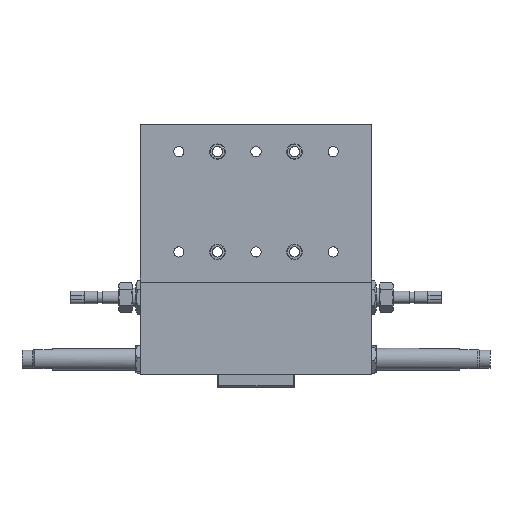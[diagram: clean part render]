
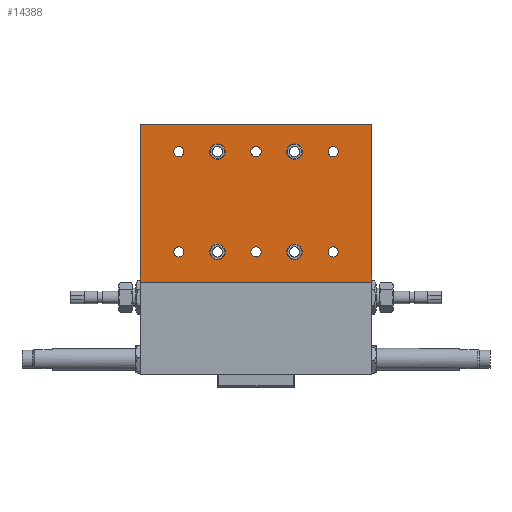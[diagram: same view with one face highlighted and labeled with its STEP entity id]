
A CAD part, top view. The second image highlights one B-rep face of the part: STEP entity #14388.
In plain terms, the highlighted planar face has unit normal (0, 0, 1).
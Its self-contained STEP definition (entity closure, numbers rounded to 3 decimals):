
#14239=CARTESIAN_POINT('',(75.,81.,10.0));
#14240=DIRECTION('',(0.0,0.0,1.0));
#14241=DIRECTION('',(1.0,0.0,0.0));
#14242=AXIS2_PLACEMENT_3D('',#14239,#14240,#14241);
#14243=PLANE('',#14242);
#14244=CARTESIAN_POINT('',(0.,60.0,10.0));
#14245=VERTEX_POINT('',#14244);
#14246=CARTESIAN_POINT('',(150.0,60.,10.0));
#14247=VERTEX_POINT('',#14246);
#14248=CARTESIAN_POINT('',(0.0,60.0,10.0));
#14249=DIRECTION('',(1.0,0.0,0.0));
#14250=VECTOR('',#14249,150.0);
#14251=LINE('',#14248,#14250);
#14252=EDGE_CURVE('',#14245,#14247,#14251,.T.);
#14253=ORIENTED_EDGE('',*,*,#14252,.T.);
#14254=CARTESIAN_POINT('',(150.0,162.0,10.0));
#14255=VERTEX_POINT('',#14254);
#14256=CARTESIAN_POINT('',(150.0,162.0,10.0));
#14257=DIRECTION('',(0.0,-1.0,0.0));
#14258=VECTOR('',#14257,102.);
#14259=LINE('',#14256,#14258);
#14260=EDGE_CURVE('',#14255,#14247,#14259,.T.);
#14261=ORIENTED_EDGE('',*,*,#14260,.F.);
#14262=CARTESIAN_POINT('',(0.,162.0,10.0));
#14263=VERTEX_POINT('',#14262);
#14264=CARTESIAN_POINT('',(0.,162.0,10.0));
#14265=DIRECTION('',(1.0,0.0,0.0));
#14266=VECTOR('',#14265,150.);
#14267=LINE('',#14264,#14266);
#14268=EDGE_CURVE('',#14263,#14255,#14267,.T.);
#14269=ORIENTED_EDGE('',*,*,#14268,.F.);
#14270=CARTESIAN_POINT('',(0.,60.0,10.0));
#14271=DIRECTION('',(0.0,1.0,0.0));
#14272=VECTOR('',#14271,102.0);
#14273=LINE('',#14270,#14272);
#14274=EDGE_CURVE('',#14245,#14263,#14273,.T.);
#14275=ORIENTED_EDGE('',*,*,#14274,.F.);
#14276=EDGE_LOOP('',(#14253,#14261,#14269,#14275));
#14277=FACE_OUTER_BOUND('',#14276,.T.);
#14278=CARTESIAN_POINT('',(105.0,79.5,10.0));
#14279=VERTEX_POINT('',#14278);
#14280=CARTESIAN_POINT('',(100.0,79.5,10.0));
#14281=DIRECTION('',(0.0,0.0,-1.0));
#14282=DIRECTION('',(1.0,0.0,0.0));
#14283=AXIS2_PLACEMENT_3D('',#14280,#14281,#14282);
#14284=CIRCLE('',#14283,5.0);
#14285=EDGE_CURVE('',#14279,#14279,#14284,.T.);
#14286=ORIENTED_EDGE('',*,*,#14285,.T.);
#14287=EDGE_LOOP('',(#14286));
#14288=FACE_BOUND('',#14287,.T.);
#14289=CARTESIAN_POINT('',(55.,79.5,10.0));
#14290=VERTEX_POINT('',#14289);
#14291=CARTESIAN_POINT('',(50.,79.5,10.0));
#14292=DIRECTION('',(0.0,0.0,-1.0));
#14293=DIRECTION('',(1.0,0.0,0.0));
#14294=AXIS2_PLACEMENT_3D('',#14291,#14292,#14293);
#14295=CIRCLE('',#14294,5.0);
#14296=EDGE_CURVE('',#14290,#14290,#14295,.T.);
#14297=ORIENTED_EDGE('',*,*,#14296,.T.);
#14298=EDGE_LOOP('',(#14297));
#14299=FACE_BOUND('',#14298,.T.);
#14300=CARTESIAN_POINT('',(105.0,144.5,10.0));
#14301=VERTEX_POINT('',#14300);
#14302=CARTESIAN_POINT('',(100.0,144.5,10.0));
#14303=DIRECTION('',(0.0,0.0,-1.0));
#14304=DIRECTION('',(1.0,0.0,0.0));
#14305=AXIS2_PLACEMENT_3D('',#14302,#14303,#14304);
#14306=CIRCLE('',#14305,5.0);
#14307=EDGE_CURVE('',#14301,#14301,#14306,.T.);
#14308=ORIENTED_EDGE('',*,*,#14307,.T.);
#14309=EDGE_LOOP('',(#14308));
#14310=FACE_BOUND('',#14309,.T.);
#14311=CARTESIAN_POINT('',(55.,144.5,10.0));
#14312=VERTEX_POINT('',#14311);
#14313=CARTESIAN_POINT('',(50.,144.5,10.0));
#14314=DIRECTION('',(0.0,0.0,-1.0));
#14315=DIRECTION('',(1.0,0.0,0.0));
#14316=AXIS2_PLACEMENT_3D('',#14313,#14314,#14315);
#14317=CIRCLE('',#14316,5.0);
#14318=EDGE_CURVE('',#14312,#14312,#14317,.T.);
#14319=ORIENTED_EDGE('',*,*,#14318,.T.);
#14320=EDGE_LOOP('',(#14319));
#14321=FACE_BOUND('',#14320,.T.);
#14322=CARTESIAN_POINT('',(28.3,79.5,10.0));
#14323=VERTEX_POINT('',#14322);
#14324=CARTESIAN_POINT('',(25.,79.5,10.0));
#14325=DIRECTION('',(0.0,0.0,-1.0));
#14326=DIRECTION('',(1.0,0.0,0.0));
#14327=AXIS2_PLACEMENT_3D('',#14324,#14325,#14326);
#14328=CIRCLE('',#14327,3.3);
#14329=EDGE_CURVE('',#14323,#14323,#14328,.T.);
#14330=ORIENTED_EDGE('',*,*,#14329,.T.);
#14331=EDGE_LOOP('',(#14330));
#14332=FACE_BOUND('',#14331,.T.);
#14333=CARTESIAN_POINT('',(78.3,79.5,10.0));
#14334=VERTEX_POINT('',#14333);
#14335=CARTESIAN_POINT('',(75.,79.5,10.0));
#14336=DIRECTION('',(0.0,0.0,-1.0));
#14337=DIRECTION('',(1.0,0.0,0.0));
#14338=AXIS2_PLACEMENT_3D('',#14335,#14336,#14337);
#14339=CIRCLE('',#14338,3.3);
#14340=EDGE_CURVE('',#14334,#14334,#14339,.T.);
#14341=ORIENTED_EDGE('',*,*,#14340,.T.);
#14342=EDGE_LOOP('',(#14341));
#14343=FACE_BOUND('',#14342,.T.);
#14344=CARTESIAN_POINT('',(128.3,79.5,10.0));
#14345=VERTEX_POINT('',#14344);
#14346=CARTESIAN_POINT('',(125.0,79.5,10.0));
#14347=DIRECTION('',(0.0,0.0,-1.0));
#14348=DIRECTION('',(1.0,0.0,0.0));
#14349=AXIS2_PLACEMENT_3D('',#14346,#14347,#14348);
#14350=CIRCLE('',#14349,3.3);
#14351=EDGE_CURVE('',#14345,#14345,#14350,.T.);
#14352=ORIENTED_EDGE('',*,*,#14351,.T.);
#14353=EDGE_LOOP('',(#14352));
#14354=FACE_BOUND('',#14353,.T.);
#14355=CARTESIAN_POINT('',(28.3,144.5,10.0));
#14356=VERTEX_POINT('',#14355);
#14357=CARTESIAN_POINT('',(25.,144.5,10.0));
#14358=DIRECTION('',(0.0,0.0,-1.0));
#14359=DIRECTION('',(1.0,0.0,0.0));
#14360=AXIS2_PLACEMENT_3D('',#14357,#14358,#14359);
#14361=CIRCLE('',#14360,3.3);
#14362=EDGE_CURVE('',#14356,#14356,#14361,.T.);
#14363=ORIENTED_EDGE('',*,*,#14362,.T.);
#14364=EDGE_LOOP('',(#14363));
#14365=FACE_BOUND('',#14364,.T.);
#14366=CARTESIAN_POINT('',(78.3,144.5,10.0));
#14367=VERTEX_POINT('',#14366);
#14368=CARTESIAN_POINT('',(75.,144.5,10.0));
#14369=DIRECTION('',(0.0,0.0,-1.0));
#14370=DIRECTION('',(1.0,0.0,0.0));
#14371=AXIS2_PLACEMENT_3D('',#14368,#14369,#14370);
#14372=CIRCLE('',#14371,3.3);
#14373=EDGE_CURVE('',#14367,#14367,#14372,.T.);
#14374=ORIENTED_EDGE('',*,*,#14373,.T.);
#14375=EDGE_LOOP('',(#14374));
#14376=FACE_BOUND('',#14375,.T.);
#14377=CARTESIAN_POINT('',(128.3,144.5,10.0));
#14378=VERTEX_POINT('',#14377);
#14379=CARTESIAN_POINT('',(125.0,144.5,10.0));
#14380=DIRECTION('',(0.0,0.0,-1.0));
#14381=DIRECTION('',(1.0,0.0,0.0));
#14382=AXIS2_PLACEMENT_3D('',#14379,#14380,#14381);
#14383=CIRCLE('',#14382,3.3);
#14384=EDGE_CURVE('',#14378,#14378,#14383,.T.);
#14385=ORIENTED_EDGE('',*,*,#14384,.T.);
#14386=EDGE_LOOP('',(#14385));
#14387=FACE_BOUND('',#14386,.T.);
#14388=ADVANCED_FACE('',(#14277,#14288,#14299,#14310,#14321,#14332,#14343,#14354,#14365,#14376,#14387),#14243,.T.);
